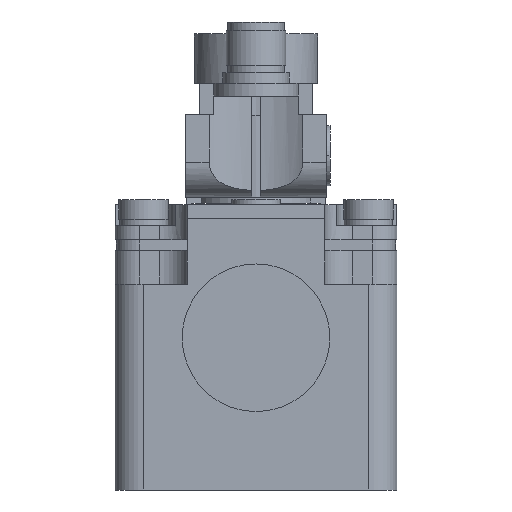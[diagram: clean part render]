
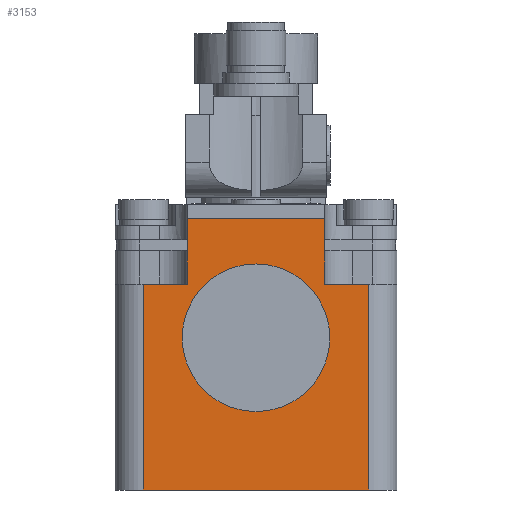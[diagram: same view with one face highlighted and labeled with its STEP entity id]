
A CAD part, front view. The second image highlights one B-rep face of the part: STEP entity #3153.
In plain terms, the highlighted planar face has unit normal (0, -1, 0).
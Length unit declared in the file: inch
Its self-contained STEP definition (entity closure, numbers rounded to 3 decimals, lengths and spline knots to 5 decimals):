
#48 = VERTEX_POINT ( 'NONE', #7643 ) ;
#285 = LINE ( 'NONE', #6745, #4860 ) ;
#740 = CARTESIAN_POINT ( 'NONE',  ( -0.03543, -2.50787, 0. ) ) ;
#874 = CARTESIAN_POINT ( 'NONE',  ( -0.19291, -2.50787, 1.14961 ) ) ;
#957 = VECTOR ( 'NONE', #10971, 39.37008 ) ;
#961 = DIRECTION ( 'NONE',  ( 0., 0., -1. ) ) ;
#1537 = AXIS2_PLACEMENT_3D ( 'NONE', #874, #6925, #6220 ) ;
#1770 = ORIENTED_EDGE ( 'NONE', *, *, #11341, .F. ) ;
#1798 = PLANE ( 'NONE',  #1537 ) ;
#1841 = EDGE_CURVE ( 'NONE', #7463, #7618, #285, .T. ) ;
#1953 = VERTEX_POINT ( 'NONE', #7314 ) ;
#1977 = CARTESIAN_POINT ( 'NONE',  ( -0.19291, -2.50787, 1.14961 ) ) ;
#2026 = ORIENTED_EDGE ( 'NONE', *, *, #4608, .F. ) ;
#2250 = CARTESIAN_POINT ( 'NONE',  ( -0.03543, -2.50787, 1.14961 ) ) ;
#2328 = DIRECTION ( 'NONE',  ( 1., 0., 0. ) ) ;
#2572 = CARTESIAN_POINT ( 'NONE',  ( 0.59449, -2.50787, 0.43789 ) ) ;
#2680 = EDGE_CURVE ( 'NONE', #9930, #7618, #8402, .T. ) ;
#2759 = ORIENTED_EDGE ( 'NONE', *, *, #10157, .F. ) ;
#2792 = VERTEX_POINT ( 'NONE', #7115 ) ;
#2858 = VECTOR ( 'NONE', #4808, 39.37008 ) ;
#3153 = ADVANCED_FACE ( 'NONE', ( #10396, #11266 ), #1798, .F. ) ;
#3534 = DIRECTION ( 'NONE',  ( 0., 0., -1. ) ) ;
#3553 = ORIENTED_EDGE ( 'NONE', *, *, #10206, .F. ) ;
#3789 = LINE ( 'NONE', #10795, #957 ) ;
#3902 = EDGE_CURVE ( 'NONE', #48, #1953, #7433, .T. ) ;
#4072 = VECTOR ( 'NONE', #8392, 39.37008 ) ;
#4541 = EDGE_LOOP ( 'NONE', ( #10707, #7356, #7017, #3553, #2026, #9638, #1770, #7042 ) ) ;
#4608 = EDGE_CURVE ( 'NONE', #8746, #9536, #3789, .T. ) ;
#4632 = CARTESIAN_POINT ( 'NONE',  ( 0.21063, -2.50787, 1.14961 ) ) ;
#4808 = DIRECTION ( 'NONE',  ( 0., 0., -1. ) ) ;
#4856 = DIRECTION ( 'NONE',  ( 0., 0., -1. ) ) ;
#4860 = VECTOR ( 'NONE', #2328, 39.37008 ) ;
#5385 = CARTESIAN_POINT ( 'NONE',  ( 0.59449, -2.50787, 0.85039 ) ) ;
#5507 = VECTOR ( 'NONE', #10378, 39.37008 ) ;
#5522 = DIRECTION ( 'NONE',  ( 1., 0., 0. ) ) ;
#5748 = EDGE_LOOP ( 'NONE', ( #2759, #10685 ) ) ;
#5890 = AXIS2_PLACEMENT_3D ( 'NONE', #7076, #11417, #3534 ) ;
#6082 = EDGE_CURVE ( 'NONE', #1953, #9930, #10792, .T. ) ;
#6220 = DIRECTION ( 'NONE',  ( 0., 0., 1. ) ) ;
#6620 = CARTESIAN_POINT ( 'NONE',  ( 1.22441, -2.50787, 1.14961 ) ) ;
#6745 = CARTESIAN_POINT ( 'NONE',  ( -0.19291, -2.50787, 0. ) ) ;
#6925 = DIRECTION ( 'NONE',  ( 0., 1., 0. ) ) ;
#7017 = ORIENTED_EDGE ( 'NONE', *, *, #3902, .F. ) ;
#7042 = ORIENTED_EDGE ( 'NONE', *, *, #1841, .T. ) ;
#7076 = CARTESIAN_POINT ( 'NONE',  ( 0.59449, -2.50787, 0.85039 ) ) ;
#7115 = CARTESIAN_POINT ( 'NONE',  ( -0.03543, -2.50787, 1.14961 ) ) ;
#7314 = CARTESIAN_POINT ( 'NONE',  ( 0.97835, -2.50787, 1.14961 ) ) ;
#7356 = ORIENTED_EDGE ( 'NONE', *, *, #6082, .F. ) ;
#7425 = EDGE_CURVE ( 'NONE', #10365, #8249, #10875, .T. ) ;
#7433 = LINE ( 'NONE', #10955, #2858 ) ;
#7463 = VERTEX_POINT ( 'NONE', #740 ) ;
#7618 = VERTEX_POINT ( 'NONE', #8350 ) ;
#7643 = CARTESIAN_POINT ( 'NONE',  ( 0.97835, -2.50787, 1.51575 ) ) ;
#7727 = VECTOR ( 'NONE', #5522, 39.37008 ) ;
#8249 = VERTEX_POINT ( 'NONE', #2572 ) ;
#8350 = CARTESIAN_POINT ( 'NONE',  ( 1.22441, -2.50787, 0. ) ) ;
#8392 = DIRECTION ( 'NONE',  ( 1., 0., 0. ) ) ;
#8402 = LINE ( 'NONE', #10183, #8478 ) ;
#8478 = VECTOR ( 'NONE', #4856, 39.37008 ) ;
#8501 = EDGE_CURVE ( 'NONE', #2792, #8746, #9183, .T. ) ;
#8595 = CARTESIAN_POINT ( 'NONE',  ( -0.19291, -2.50787, 1.14961 ) ) ;
#8692 = CIRCLE ( 'NONE', #10721, 0.4125 ) ;
#8746 = VERTEX_POINT ( 'NONE', #4632 ) ;
#8918 = DIRECTION ( 'NONE',  ( 0., -1., 0. ) ) ;
#9183 = LINE ( 'NONE', #8595, #5507 ) ;
#9310 = CARTESIAN_POINT ( 'NONE',  ( -0.19291, -2.50787, 1.51575 ) ) ;
#9421 = LINE ( 'NONE', #9310, #4072 ) ;
#9536 = VERTEX_POINT ( 'NONE', #10804 ) ;
#9638 = ORIENTED_EDGE ( 'NONE', *, *, #8501, .F. ) ;
#9646 = CARTESIAN_POINT ( 'NONE',  ( 0.59449, -2.50787, 1.26289 ) ) ;
#9930 = VERTEX_POINT ( 'NONE', #6620 ) ;
#10157 = EDGE_CURVE ( 'NONE', #8249, #10365, #8692, .T. ) ;
#10183 = CARTESIAN_POINT ( 'NONE',  ( 1.22441, -2.50787, 1.14961 ) ) ;
#10206 = EDGE_CURVE ( 'NONE', #9536, #48, #9421, .T. ) ;
#10365 = VERTEX_POINT ( 'NONE', #9646 ) ;
#10378 = DIRECTION ( 'NONE',  ( 1., 0., 0. ) ) ;
#10380 = VECTOR ( 'NONE', #10946, 39.37008 ) ;
#10396 = FACE_OUTER_BOUND ( 'NONE', #4541, .T. ) ;
#10685 = ORIENTED_EDGE ( 'NONE', *, *, #7425, .F. ) ;
#10707 = ORIENTED_EDGE ( 'NONE', *, *, #2680, .F. ) ;
#10721 = AXIS2_PLACEMENT_3D ( 'NONE', #5385, #8918, #961 ) ;
#10792 = LINE ( 'NONE', #1977, #7727 ) ;
#10795 = CARTESIAN_POINT ( 'NONE',  ( 0.21063, -2.50787, 1.14961 ) ) ;
#10804 = CARTESIAN_POINT ( 'NONE',  ( 0.21063, -2.50787, 1.51575 ) ) ;
#10875 = CIRCLE ( 'NONE', #5890, 0.4125 ) ;
#10946 = DIRECTION ( 'NONE',  ( 0., 0., 1. ) ) ;
#10955 = CARTESIAN_POINT ( 'NONE',  ( 0.97835, -2.50787, 1.14961 ) ) ;
#10971 = DIRECTION ( 'NONE',  ( 0., 0., 1. ) ) ;
#11005 = LINE ( 'NONE', #2250, #10380 ) ;
#11266 = FACE_BOUND ( 'NONE', #5748, .T. ) ;
#11341 = EDGE_CURVE ( 'NONE', #7463, #2792, #11005, .T. ) ;
#11417 = DIRECTION ( 'NONE',  ( 0., -1., 0. ) ) ;
